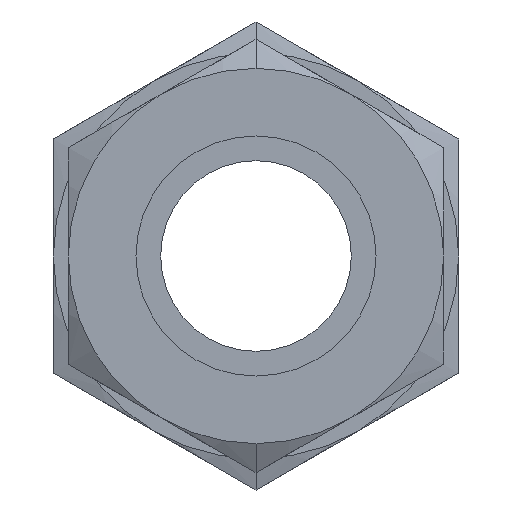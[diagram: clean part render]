
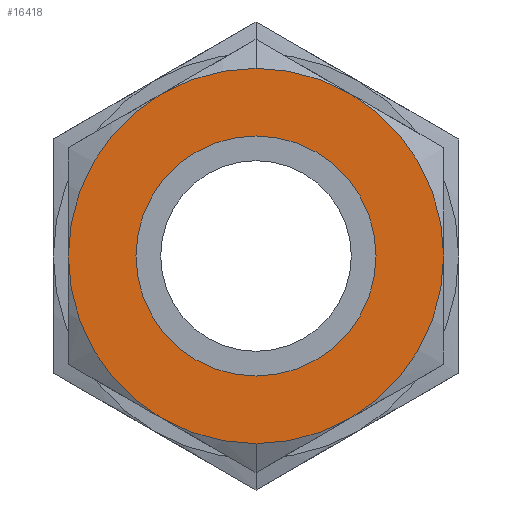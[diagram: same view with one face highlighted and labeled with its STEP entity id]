
A CAD part, left-side view. The second image highlights one B-rep face of the part: STEP entity #16418.
In plain terms, the highlighted planar face has unit normal (-1, 0, 0).
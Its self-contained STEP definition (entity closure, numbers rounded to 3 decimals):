
#819 = DIRECTION ( 'NONE',  ( 0., 0., -1. ) ) ;
#934 = CIRCLE ( 'NONE', #12634, 8. ) ;
#970 = DIRECTION ( 'NONE',  ( 0., 0., -1. ) ) ;
#1032 = CARTESIAN_POINT ( 'NONE',  ( 0., 0., -12.5 ) ) ;
#1359 = AXIS2_PLACEMENT_3D ( 'NONE', #13689, #7775, #819 ) ;
#1523 = EDGE_CURVE ( 'NONE', #14079, #7571, #9436, .T. ) ;
#2240 = FACE_BOUND ( 'NONE', #18436, .T. ) ;
#2386 = DIRECTION ( 'NONE',  ( 1., 0., 0. ) ) ;
#2434 = CARTESIAN_POINT ( 'NONE',  ( 0., 0., 12.5 ) ) ;
#2653 = EDGE_CURVE ( 'NONE', #14591, #16148, #11245, .T. ) ;
#3053 = CARTESIAN_POINT ( 'NONE',  ( 0., 0., 8. ) ) ;
#3674 = CARTESIAN_POINT ( 'NONE',  ( 0., 0., -8. ) ) ;
#4017 = DIRECTION ( 'NONE',  ( 0., 0., 1. ) ) ;
#4223 = CIRCLE ( 'NONE', #14423, 12.5 ) ;
#4454 = DIRECTION ( 'NONE',  ( 1., 0., 0. ) ) ;
#4604 = DIRECTION ( 'NONE',  ( 0., 0., 1. ) ) ;
#4766 = EDGE_CURVE ( 'NONE', #7571, #14079, #4223, .T. ) ;
#4804 = AXIS2_PLACEMENT_3D ( 'NONE', #16896, #8047, #4017 ) ;
#5361 = ORIENTED_EDGE ( 'NONE', *, *, #2653, .T. ) ;
#5505 = EDGE_CURVE ( 'NONE', #16148, #14591, #934, .T. ) ;
#6207 = CARTESIAN_POINT ( 'NONE',  ( 0., 0., 0. ) ) ;
#7571 = VERTEX_POINT ( 'NONE', #2434 ) ;
#7775 = DIRECTION ( 'NONE',  ( 1., 0., 0. ) ) ;
#8047 = DIRECTION ( 'NONE',  ( -1., 0., 0. ) ) ;
#9436 = CIRCLE ( 'NONE', #1359, 12.5 ) ;
#10418 = DIRECTION ( 'NONE',  ( 1., 0., 0. ) ) ;
#10964 = FACE_OUTER_BOUND ( 'NONE', #17272, .T. ) ;
#11146 = PLANE ( 'NONE',  #4804 ) ;
#11245 = CIRCLE ( 'NONE', #17577, 8. ) ;
#11963 = ORIENTED_EDGE ( 'NONE', *, *, #5505, .T. ) ;
#12411 = ORIENTED_EDGE ( 'NONE', *, *, #1523, .F. ) ;
#12634 = AXIS2_PLACEMENT_3D ( 'NONE', #15248, #2386, #970 ) ;
#13226 = ORIENTED_EDGE ( 'NONE', *, *, #4766, .F. ) ;
#13689 = CARTESIAN_POINT ( 'NONE',  ( 0., 0., 0. ) ) ;
#14079 = VERTEX_POINT ( 'NONE', #1032 ) ;
#14423 = AXIS2_PLACEMENT_3D ( 'NONE', #17325, #4454, #16095 ) ;
#14591 = VERTEX_POINT ( 'NONE', #3053 ) ;
#15248 = CARTESIAN_POINT ( 'NONE',  ( 0., 0., 0. ) ) ;
#16095 = DIRECTION ( 'NONE',  ( 0., 0., 1. ) ) ;
#16148 = VERTEX_POINT ( 'NONE', #3674 ) ;
#16418 = ADVANCED_FACE ( 'NONE', ( #2240, #10964 ), #11146, .T. ) ;
#16896 = CARTESIAN_POINT ( 'NONE',  ( 0., 0., 6.25 ) ) ;
#17272 = EDGE_LOOP ( 'NONE', ( #13226, #12411 ) ) ;
#17325 = CARTESIAN_POINT ( 'NONE',  ( 0., 0., 0. ) ) ;
#17577 = AXIS2_PLACEMENT_3D ( 'NONE', #6207, #10418, #4604 ) ;
#18436 = EDGE_LOOP ( 'NONE', ( #11963, #5361 ) ) ;
